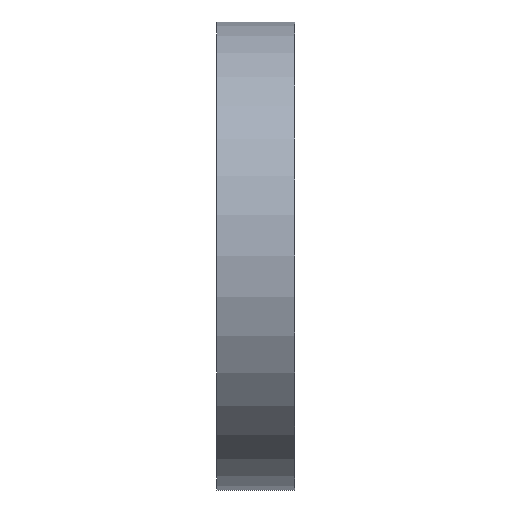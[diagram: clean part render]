
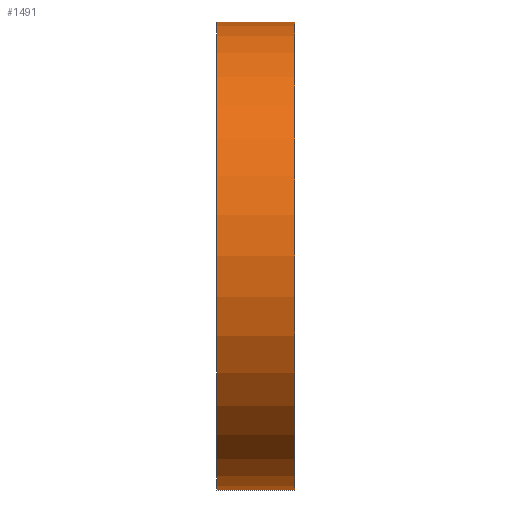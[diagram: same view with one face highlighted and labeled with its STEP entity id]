
A CAD part, left-side view. The second image highlights one B-rep face of the part: STEP entity #1491.
In plain terms, the highlighted cylindrical face has radius 45 mm (diameter 90 mm), a partial arc.
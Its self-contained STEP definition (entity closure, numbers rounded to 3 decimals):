
#15 = EDGE_CURVE ( 'NONE', #2530, #1478, #1177, .T. ) ;
#41 = EDGE_LOOP ( 'NONE', ( #2559, #412, #2520, #54 ) ) ;
#54 = ORIENTED_EDGE ( 'NONE', *, *, #15, .T. ) ;
#81 = AXIS2_PLACEMENT_3D ( 'NONE', #690, #221, #430 ) ;
#221 = DIRECTION ( 'NONE',  ( 0., -1., 0. ) ) ;
#229 = DIRECTION ( 'NONE',  ( 0., -1., 0. ) ) ;
#239 = CARTESIAN_POINT ( 'NONE',  ( 0., 15., -45. ) ) ;
#265 = LINE ( 'NONE', #2624, #1635 ) ;
#341 = DIRECTION ( 'NONE',  ( 0., 1., 0. ) ) ;
#412 = ORIENTED_EDGE ( 'NONE', *, *, #1689, .F. ) ;
#430 = DIRECTION ( 'NONE',  ( 0., 0., -1. ) ) ;
#524 = VECTOR ( 'NONE', #229, 1000. ) ;
#630 = CARTESIAN_POINT ( 'NONE',  ( 0., 15., -45. ) ) ;
#636 = DIRECTION ( 'NONE',  ( 0., 0., 1. ) ) ;
#650 = CARTESIAN_POINT ( 'NONE',  ( 0., 15., 0. ) ) ;
#690 = CARTESIAN_POINT ( 'NONE',  ( 0., 15., 0. ) ) ;
#870 = CYLINDRICAL_SURFACE ( 'NONE', #81, 45. ) ;
#1074 = EDGE_CURVE ( 'NONE', #1905, #2530, #2529, .T. ) ;
#1083 = CARTESIAN_POINT ( 'NONE',  ( 0., 15., 45. ) ) ;
#1089 = FACE_OUTER_BOUND ( 'NONE', #41, .T. ) ;
#1096 = VERTEX_POINT ( 'NONE', #1083 ) ;
#1136 = CIRCLE ( 'NONE', #1850, 45. ) ;
#1177 = CIRCLE ( 'NONE', #1523, 45. ) ;
#1390 = CARTESIAN_POINT ( 'NONE',  ( 0., 0., 0. ) ) ;
#1478 = VERTEX_POINT ( 'NONE', #1922 ) ;
#1491 = ADVANCED_FACE ( 'NONE', ( #1089 ), #870, .T. ) ;
#1523 = AXIS2_PLACEMENT_3D ( 'NONE', #1390, #341, #2265 ) ;
#1635 = VECTOR ( 'NONE', #2406, 1000. ) ;
#1689 = EDGE_CURVE ( 'NONE', #1905, #1096, #1136, .T. ) ;
#1850 = AXIS2_PLACEMENT_3D ( 'NONE', #650, #2102, #636 ) ;
#1891 = EDGE_CURVE ( 'NONE', #1096, #1478, #265, .T. ) ;
#1905 = VERTEX_POINT ( 'NONE', #239 ) ;
#1922 = CARTESIAN_POINT ( 'NONE',  ( 0., 0., 45. ) ) ;
#2102 = DIRECTION ( 'NONE',  ( 0., 1., 0. ) ) ;
#2265 = DIRECTION ( 'NONE',  ( 0., 0., 1. ) ) ;
#2406 = DIRECTION ( 'NONE',  ( 0., -1., 0. ) ) ;
#2520 = ORIENTED_EDGE ( 'NONE', *, *, #1074, .T. ) ;
#2529 = LINE ( 'NONE', #630, #524 ) ;
#2530 = VERTEX_POINT ( 'NONE', #2713 ) ;
#2559 = ORIENTED_EDGE ( 'NONE', *, *, #1891, .F. ) ;
#2624 = CARTESIAN_POINT ( 'NONE',  ( 0., 15., 45. ) ) ;
#2713 = CARTESIAN_POINT ( 'NONE',  ( 0., 0., -45. ) ) ;
